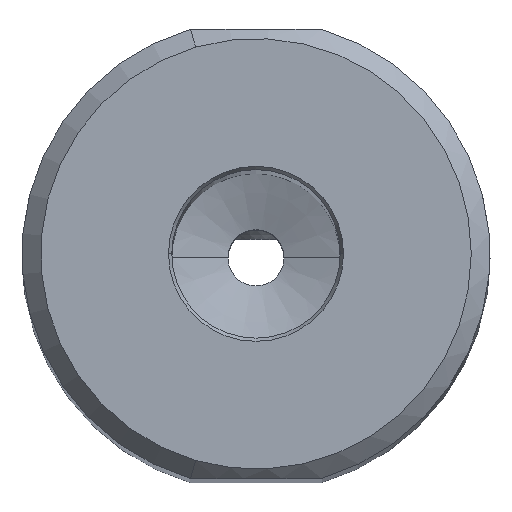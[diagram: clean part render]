
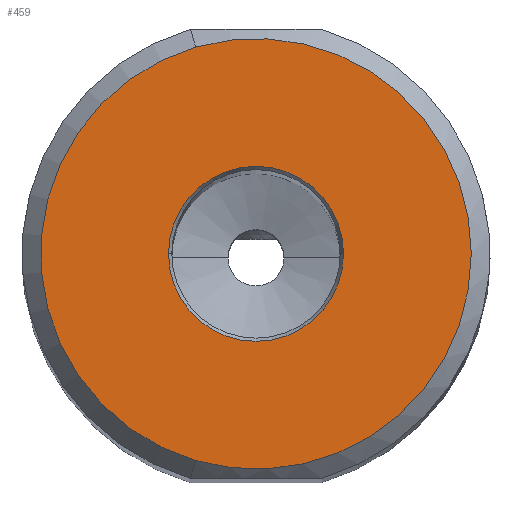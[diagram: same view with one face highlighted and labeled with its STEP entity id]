
A CAD part, top view. The second image highlights one B-rep face of the part: STEP entity #459.
In plain terms, the highlighted planar face has unit normal (0, 0, 1).
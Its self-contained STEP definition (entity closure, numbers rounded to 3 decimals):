
#459=ADVANCED_FACE('',(#561,#562),#519,.T.);
#519=PLANE('',#1648);
#561=FACE_BOUND('',#611,.T.);
#562=FACE_BOUND('',#612,.T.);
#611=EDGE_LOOP('',(#830,#831));
#612=EDGE_LOOP('',(#832,#833));
#830=ORIENTED_EDGE('',*,*,#1286,.T.);
#831=ORIENTED_EDGE('',*,*,#1284,.F.);
#832=ORIENTED_EDGE('',*,*,#1287,.T.);
#833=ORIENTED_EDGE('',*,*,#1288,.T.);
#1129=VERTEX_POINT('',#2907);
#1130=VERTEX_POINT('',#2909);
#1131=VERTEX_POINT('',#2915);
#1132=VERTEX_POINT('',#2916);
#1284=EDGE_CURVE('',#1129,#1130,#1441,.T.);
#1286=EDGE_CURVE('',#1129,#1130,#1442,.T.);
#1287=EDGE_CURVE('',#1131,#1132,#1443,.T.);
#1288=EDGE_CURVE('',#1132,#1131,#1444,.T.);
#1441=CIRCLE('',#1642,11.5);
#1442=CIRCLE('',#1644,11.5);
#1443=CIRCLE('',#1646,4.673);
#1444=CIRCLE('',#1647,4.673);
#1642=AXIS2_PLACEMENT_3D('',#2908,#1938,#1939);
#1644=AXIS2_PLACEMENT_3D('',#2912,#1943,#1944);
#1646=AXIS2_PLACEMENT_3D('',#2914,#1947,#1948);
#1647=AXIS2_PLACEMENT_3D('',#2917,#1949,#1950);
#1648=AXIS2_PLACEMENT_3D('',#2918,#1951,#1952);
#1938=DIRECTION('',(0.,0.,-1.));
#1939=DIRECTION('',(-0.28,0.96,0.));
#1943=DIRECTION('',(0.,0.,1.));
#1944=DIRECTION('',(-0.28,0.96,0.));
#1947=DIRECTION('',(0.,0.,-1.));
#1948=DIRECTION('',(-1.,0.,0.));
#1949=DIRECTION('',(0.,0.,-1.));
#1950=DIRECTION('',(1.,0.,0.));
#1951=DIRECTION('',(0.,0.,1.));
#1952=DIRECTION('',(1.,0.,0.));
#2907=CARTESIAN_POINT('',(-3.22,11.04,0.));
#2908=CARTESIAN_POINT('',(0.,0.,0.));
#2909=CARTESIAN_POINT('',(-3.22,-11.04,0.));
#2912=CARTESIAN_POINT('',(0.,0.,0.));
#2914=CARTESIAN_POINT('',(0.,0.,0.));
#2915=CARTESIAN_POINT('',(-4.673,0.,0.));
#2916=CARTESIAN_POINT('',(4.673,0.,0.));
#2917=CARTESIAN_POINT('',(0.,0.,0.));
#2918=CARTESIAN_POINT('',(0.,0.,0.));
